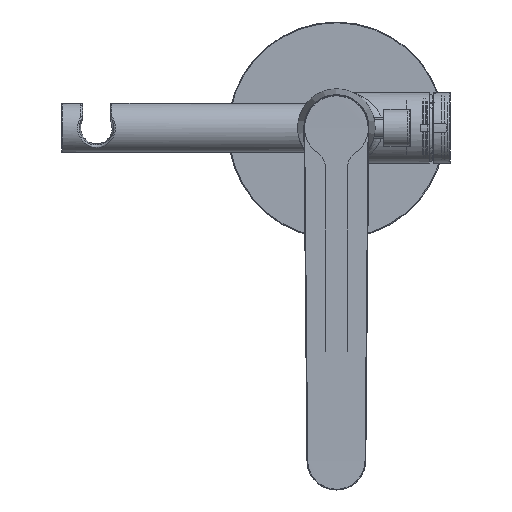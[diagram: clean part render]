
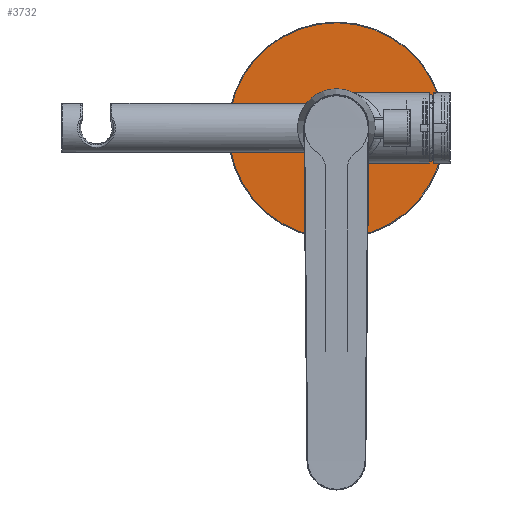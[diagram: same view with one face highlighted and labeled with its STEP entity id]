
A CAD part, top view. The second image highlights one B-rep face of the part: STEP entity #3732.
In plain terms, the highlighted planar face has unit normal (0, 0, 1).
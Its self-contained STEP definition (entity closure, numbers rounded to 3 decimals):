
#938=FACE_OUTER_BOUND('',#1201,.T.);
#1201=EDGE_LOOP('',(#3405));
#1450=CIRCLE('',#4257,69.5);
#1786=VERTEX_POINT('',#18945);
#2334=EDGE_CURVE('',#1786,#1786,#1450,.T.);
#3405=ORIENTED_EDGE('',*,*,#2334,.T.);
#3488=PLANE('',#4256);
#3732=ADVANCED_FACE('',(#938),#3488,.F.);
#4256=AXIS2_PLACEMENT_3D('',#18944,#5248,#5249);
#4257=AXIS2_PLACEMENT_3D('',#18946,#5250,#5251);
#5248=DIRECTION('center_axis',(0.,0.,-1.));
#5249=DIRECTION('ref_axis',(-1.,0.,0.));
#5250=DIRECTION('center_axis',(0.,0.,1.));
#5251=DIRECTION('ref_axis',(-1.,0.,0.));
#18944=CARTESIAN_POINT('Origin',(0.,-474.9,64.75));
#18945=CARTESIAN_POINT('',(69.499,293.269,64.75));
#18946=CARTESIAN_POINT('Origin',(0.,293.7,64.75));
